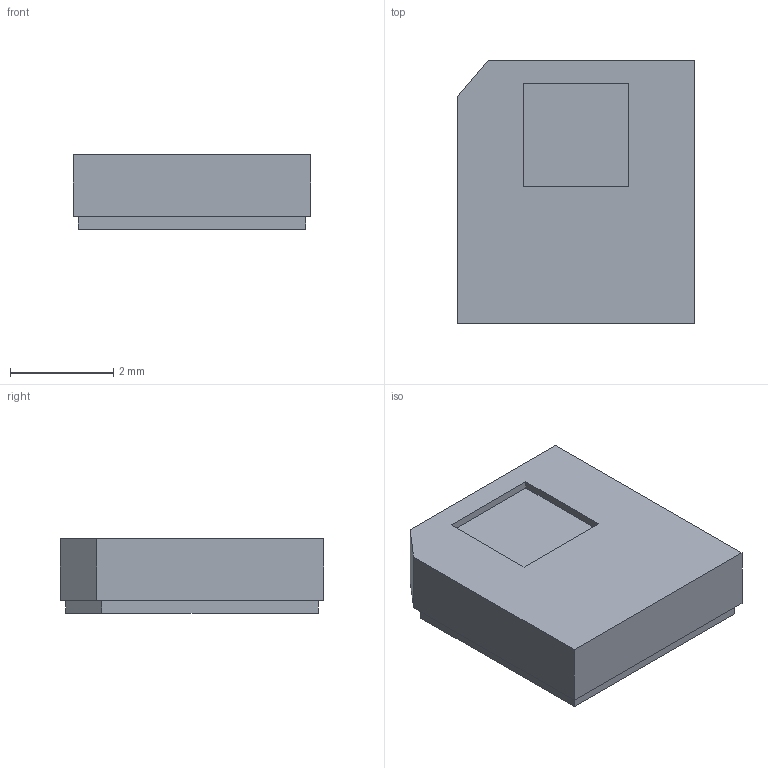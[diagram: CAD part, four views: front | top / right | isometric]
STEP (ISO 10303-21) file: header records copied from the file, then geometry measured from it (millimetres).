
FILE_DESCRIPTION(('FreeCAD Model'),'2;1');
FILE_NAME('shell_sp.step','2019-05-04T11:46:44',( 'kicad StepUp'),('ksu MCAD'),'Open CASCADE STEP processor 7.3', 'FreeCAD','Unknown');
FILE_SCHEMA(('AUTOMOTIVE_DESIGN { 1 0 10303 214 1 1 1 1 }'));
Length unit declared in the file: millimetre
Products named in the file (1): shell_sp
Bounding box: 4.6 x 5.1 x 1.45 mm (x, y, z)
Volume: 32.6 mm3; surface area: 75.1 mm2
Topology: 1 solids, 1 shells, 18 faces, 42 edges, 28 vertices
Faces by surface type: plane 18
Entity records: 645 total; most frequent: CARTESIAN_POINT 89, ORIENTED_EDGE 84, DIRECTION 80, EDGE_CURVE 42, LINE 42, VECTOR 42, VERTEX_POINT 28, FACE_BOUND 20
